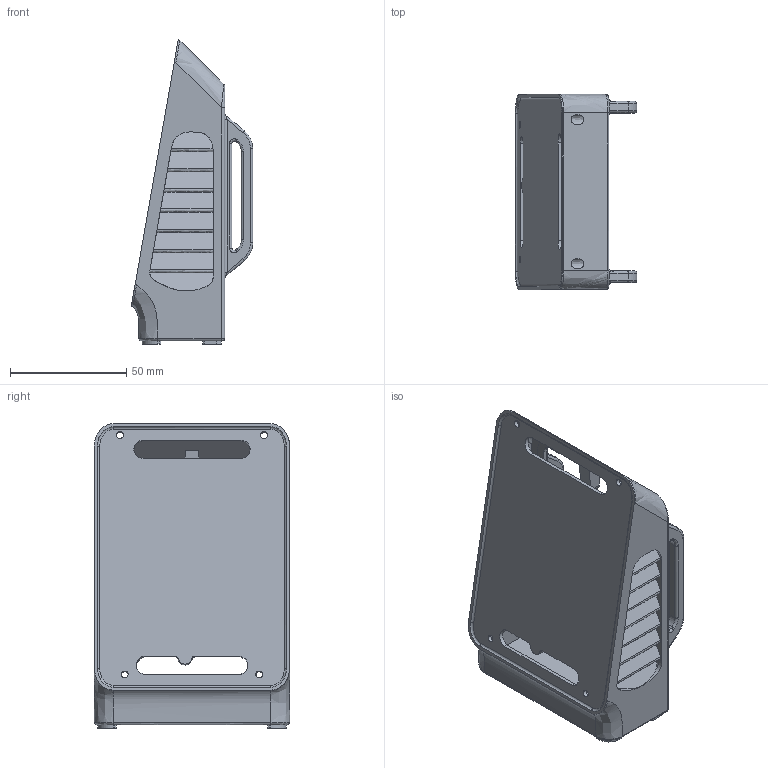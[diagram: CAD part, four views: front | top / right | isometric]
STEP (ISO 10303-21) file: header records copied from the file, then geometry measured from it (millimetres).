
FILE_DESCRIPTION(/* description */ (''),/* implementation_level */ '2;1');
FILE_NAME(/* name */ 'CLIMAT~1',/* time_stamp */ '2022-06-09T13:29:00-07:00',/* author */ (''),/* organization */ (''),/* preprocessor_version */ 'ST-DEVELOPER v16.5',/* originating_system */ '',/* authorisation */ '');
FILE_SCHEMA (('AUTOMOTIVE_DESIGN'));
Length unit declared in the file: millimetre
Products named in the file (1): Document
Bounding box: 52.29 x 84 x 131.02 mm (x, y, z)
Surface area: 59945.9 mm2 (no closed solid volume)
Topology: 0 solids, 1 shells, 411 faces, 1109 edges, 707 vertices
Faces by surface type: bspline 237, plane 174
Entity records: 18076 total; most frequent: CARTESIAN_POINT 11342, ORIENTED_EDGE 2210, EDGE_CURVE 1109, B_SPLINE_CURVE_WITH_KNOTS 759, VERTEX_POINT 707, EDGE_LOOP 468, ADVANCED_FACE 411, FACE_OUTER_BOUND 411
